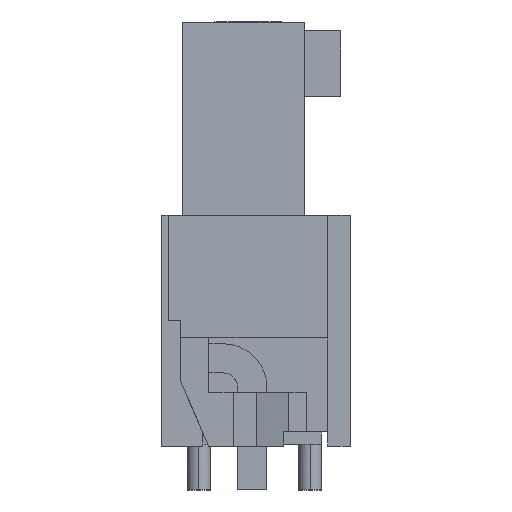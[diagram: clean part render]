
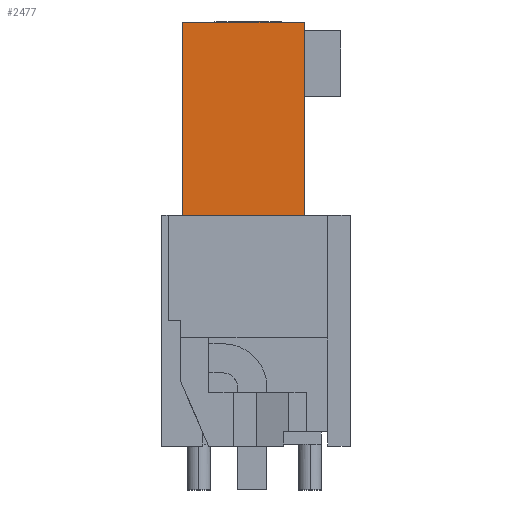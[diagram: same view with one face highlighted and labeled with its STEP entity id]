
A CAD part, left-side view. The second image highlights one B-rep face of the part: STEP entity #2477.
In plain terms, the highlighted planar face has unit normal (-1, 0, 0).
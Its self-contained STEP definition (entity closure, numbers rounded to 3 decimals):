
#2457=AXIS2_PLACEMENT_3D('Plane Axis2P3D',#2454,#2455,#2456) ;
#1343=CARTESIAN_POINT('Vertex',(5.582,5.728,9.4)) ;
#1371=CARTESIAN_POINT('Vertex',(5.582,1.58,9.4)) ;
#1374=CARTESIAN_POINT('Line Origine',(5.582,3.654,9.4)) ;
#2400=CARTESIAN_POINT('Line Origine',(5.582,1.58,12.7)) ;
#2404=CARTESIAN_POINT('Vertex',(5.582,1.58,16.)) ;
#2454=CARTESIAN_POINT('Axis2P3D Location',(5.582,1.58,9.4)) ;
#2459=CARTESIAN_POINT('Line Origine',(5.582,3.654,16.)) ;
#2463=CARTESIAN_POINT('Vertex',(5.582,5.728,16.)) ;
#2466=CARTESIAN_POINT('Line Origine',(5.582,5.728,12.7)) ;
#1375=DIRECTION('Vector Direction',(0.,1.,0.)) ;
#2401=DIRECTION('Vector Direction',(0.,0.,1.)) ;
#2455=DIRECTION('Axis2P3D Direction',(1.,0.,0.)) ;
#2456=DIRECTION('Axis2P3D XDirection',(0.,1.,0.)) ;
#2460=DIRECTION('Vector Direction',(0.,1.,0.)) ;
#2467=DIRECTION('Vector Direction',(0.,0.,1.)) ;
#1376=VECTOR('Line Direction',#1375,1.) ;
#2402=VECTOR('Line Direction',#2401,1.) ;
#2461=VECTOR('Line Direction',#2460,1.) ;
#2468=VECTOR('Line Direction',#2467,1.) ;
#2472=ORIENTED_EDGE('',*,*,#2465,.T.) ;
#2473=ORIENTED_EDGE('',*,*,#2470,.F.) ;
#2474=ORIENTED_EDGE('',*,*,#1378,.T.) ;
#2475=ORIENTED_EDGE('',*,*,#2406,.T.) ;
#2477=ADVANCED_FACE('HOUSING',(#2476),#2458,.F.) ;
#1378=EDGE_CURVE('',#1344,#1372,#1377,.F.) ;
#2406=EDGE_CURVE('',#1372,#2405,#2403,.T.) ;
#2465=EDGE_CURVE('',#2405,#2464,#2462,.T.) ;
#2470=EDGE_CURVE('',#1344,#2464,#2469,.T.) ;
#2471=EDGE_LOOP('',(#2472,#2473,#2474,#2475)) ;
#2476=FACE_OUTER_BOUND('',#2471,.T.) ;
#1377=LINE('Line',#1374,#1376) ;
#2403=LINE('Line',#2400,#2402) ;
#2462=LINE('Line',#2459,#2461) ;
#2469=LINE('Line',#2466,#2468) ;
#2458=PLANE('',#2457) ;
#1344=VERTEX_POINT('',#1343) ;
#1372=VERTEX_POINT('',#1371) ;
#2405=VERTEX_POINT('',#2404) ;
#2464=VERTEX_POINT('',#2463) ;
